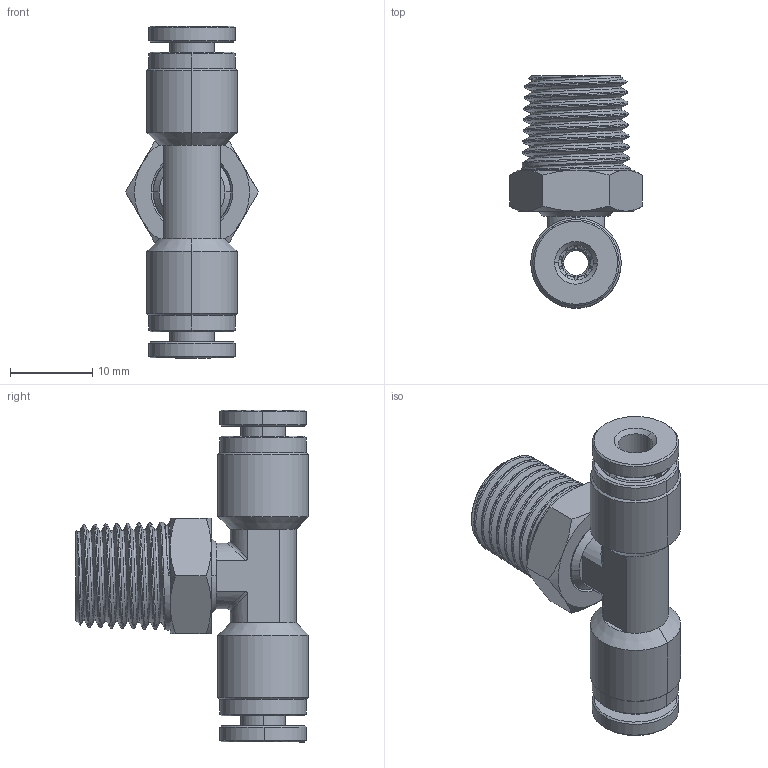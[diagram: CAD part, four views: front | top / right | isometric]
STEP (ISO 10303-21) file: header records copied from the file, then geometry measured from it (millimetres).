
FILE_DESCRIPTION (( 'STEP AP214' ), '1' );
FILE_NAME ('BTS4R1-4W.STEP', '2018-07-24T19:31:05', ( '' ), ( '' ), 'SwSTEP 2.0', 'SolidWorks 2016', '' );
FILE_SCHEMA (( 'AUTOMOTIVE_DESIGN' ));
Length unit declared in the file: millimetre
Products named in the file (1): BTS4R1-4W
Bounding box: 16.17 x 28.3 x 40.38 mm (x, y, z)
Volume: 3928.8 mm3; surface area: 6303.3 mm2
Topology: 12 solids, 12 shells, 703 faces, 1875 edges, 1207 vertices
Faces by surface type: cone 252, plane 245, cylinder 146, bspline 56, torus 4
Entity records: 37033 total; most frequent: CARTESIAN_POINT 12576, ORIENTED_EDGE 3746, DIRECTION 3162, EDGE_CURVE 1873, AXIS2_PLACEMENT_3D 1289, VERTEX_POINT 1207, EDGE_LOOP 742, UNCERTAINTY_MEASURE_WITH_UNIT 717
